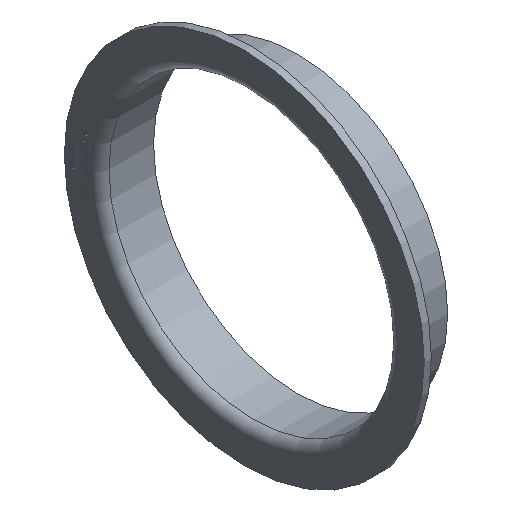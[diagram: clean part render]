
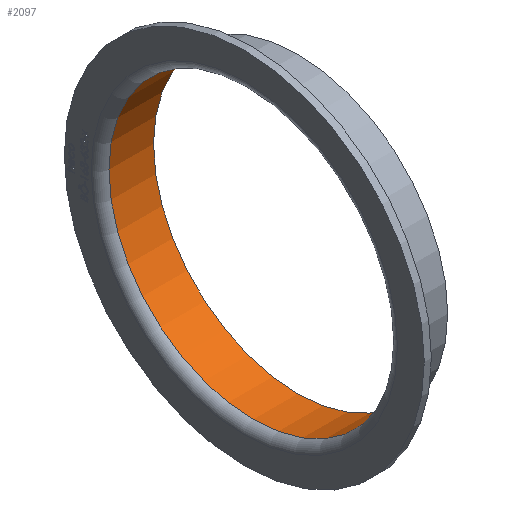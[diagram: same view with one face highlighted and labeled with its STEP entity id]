
A CAD part, isometric view. The second image highlights one B-rep face of the part: STEP entity #2097.
In plain terms, the highlighted cylindrical face has radius 80.95 mm (diameter 161.9 mm), a full revolution.
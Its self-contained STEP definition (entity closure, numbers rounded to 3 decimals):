
#1896 = CARTESIAN_POINT ( 'NONE',  ( 30., 0., 80.95 ) ) ;
#2097 = ADVANCED_FACE ( 'NONE', ( #7149, #7222 ), #11985, .F. ) ;
#2125 = VERTEX_POINT ( 'NONE', #5654 ) ;
#2614 = DIRECTION ( 'NONE',  ( 0., 0., 1. ) ) ;
#3311 = ORIENTED_EDGE ( 'NONE', *, *, #6860, .T. ) ;
#3660 = DIRECTION ( 'NONE',  ( 0., 0., 1. ) ) ;
#4561 = AXIS2_PLACEMENT_3D ( 'NONE', #14454, #12080, #3660 ) ;
#5654 = CARTESIAN_POINT ( 'NONE',  ( 5., 0., -80.95 ) ) ;
#6263 = ORIENTED_EDGE ( 'NONE', *, *, #9086, .F. ) ;
#6860 = EDGE_CURVE ( 'NONE', #2125, #2125, #9206, .T. ) ;
#7149 = FACE_OUTER_BOUND ( 'NONE', #10900, .T. ) ;
#7222 = FACE_OUTER_BOUND ( 'NONE', #9455, .T. ) ;
#8448 = AXIS2_PLACEMENT_3D ( 'NONE', #11970, #11896, #15238 ) ;
#8647 = DIRECTION ( 'NONE',  ( -1., 0., 0. ) ) ;
#9086 = EDGE_CURVE ( 'NONE', #12669, #12669, #14874, .T. ) ;
#9206 = CIRCLE ( 'NONE', #8448, 80.95 ) ;
#9455 = EDGE_LOOP ( 'NONE', ( #6263 ) ) ;
#10900 = EDGE_LOOP ( 'NONE', ( #3311 ) ) ;
#11896 = DIRECTION ( 'NONE',  ( -1., 0., 0. ) ) ;
#11970 = CARTESIAN_POINT ( 'NONE',  ( 5., 0., 0. ) ) ;
#11985 = CYLINDRICAL_SURFACE ( 'NONE', #14376, 80.95 ) ;
#12065 = CARTESIAN_POINT ( 'NONE',  ( 0., 0., 0. ) ) ;
#12080 = DIRECTION ( 'NONE',  ( -1., 0., 0. ) ) ;
#12669 = VERTEX_POINT ( 'NONE', #1896 ) ;
#14376 = AXIS2_PLACEMENT_3D ( 'NONE', #12065, #8647, #2614 ) ;
#14454 = CARTESIAN_POINT ( 'NONE',  ( 30., 0., 0. ) ) ;
#14874 = CIRCLE ( 'NONE', #4561, 80.95 ) ;
#15238 = DIRECTION ( 'NONE',  ( 0., 0., -1. ) ) ;
